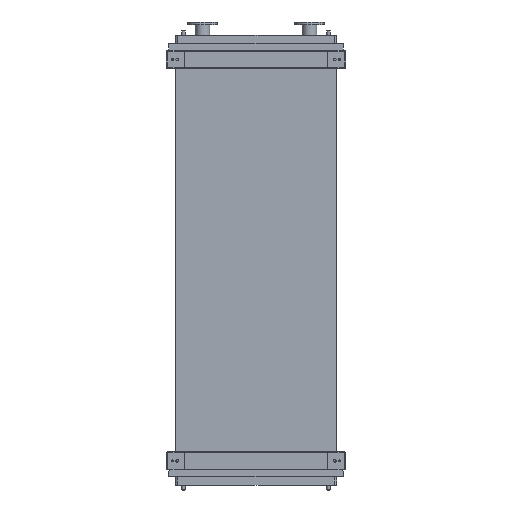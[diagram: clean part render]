
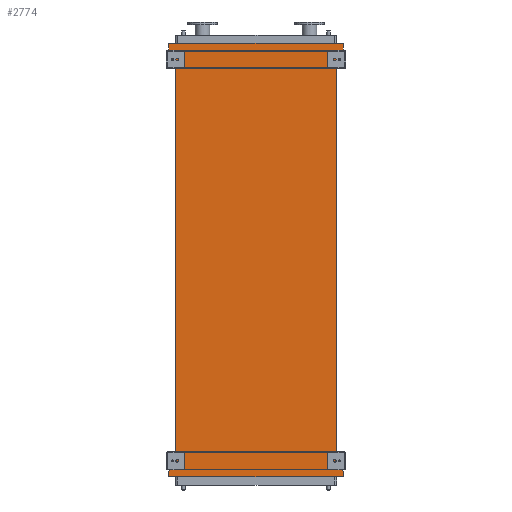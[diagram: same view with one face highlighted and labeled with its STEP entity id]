
A CAD part, front view. The second image highlights one B-rep face of the part: STEP entity #2774.
In plain terms, the highlighted planar face has unit normal (0, -1, 0).
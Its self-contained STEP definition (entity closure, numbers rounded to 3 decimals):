
#41 = VERTEX_POINT ( 'NONE', #21065 ) ;
#436 = LINE ( 'NONE', #15145, #20141 ) ;
#470 = DIRECTION ( 'NONE',  ( 0., 0., 1. ) ) ;
#850 = CARTESIAN_POINT ( 'NONE',  ( 651., 0., 95. ) ) ;
#961 = VECTOR ( 'NONE', #23278, 1000. ) ;
#1481 = DIRECTION ( 'NONE',  ( 0.655, 0., 0.755 ) ) ;
#1540 = VECTOR ( 'NONE', #2404, 1000. ) ;
#1694 = EDGE_CURVE ( 'NONE', #3277, #13537, #15741, .T. ) ;
#1774 = EDGE_CURVE ( 'NONE', #6187, #19760, #12755, .T. ) ;
#1790 = ORIENTED_EDGE ( 'NONE', *, *, #3837, .F. ) ;
#2056 = VECTOR ( 'NONE', #17551, 1000. ) ;
#2404 = DIRECTION ( 'NONE',  ( 0., 0., 1. ) ) ;
#2774 = ADVANCED_FACE ( 'NONE', ( #6150 ), #7654, .T. ) ;
#2982 = ORIENTED_EDGE ( 'NONE', *, *, #5575, .F. ) ;
#3043 = VECTOR ( 'NONE', #1481, 1000. ) ;
#3257 = CARTESIAN_POINT ( 'NONE',  ( 605., 0., 0. ) ) ;
#3261 = DIRECTION ( 'NONE',  ( 0., 0., 1. ) ) ;
#3277 = VERTEX_POINT ( 'NONE', #18951 ) ;
#3572 = ORIENTED_EDGE ( 'NONE', *, *, #6038, .F. ) ;
#3837 = EDGE_CURVE ( 'NONE', #19884, #19760, #436, .T. ) ;
#4056 = LINE ( 'NONE', #13966, #14175 ) ;
#4169 = ORIENTED_EDGE ( 'NONE', *, *, #6823, .F. ) ;
#4205 = CARTESIAN_POINT ( 'NONE',  ( 605., 0., -3050. ) ) ;
#4311 = EDGE_CURVE ( 'NONE', #13537, #19884, #24062, .T. ) ;
#4500 = VERTEX_POINT ( 'NONE', #9076 ) ;
#4976 = CARTESIAN_POINT ( 'NONE',  ( -651., 0., -3145. ) ) ;
#5103 = EDGE_CURVE ( 'NONE', #17156, #3277, #5442, .T. ) ;
#5346 = ORIENTED_EDGE ( 'NONE', *, *, #8517, .F. ) ;
#5392 = DIRECTION ( 'NONE',  ( 1., 0., 0. ) ) ;
#5442 = LINE ( 'NONE', #14636, #11062 ) ;
#5575 = EDGE_CURVE ( 'NONE', #6799, #17156, #15566, .T. ) ;
#6038 = EDGE_CURVE ( 'NONE', #10102, #41, #23350, .T. ) ;
#6150 = FACE_OUTER_BOUND ( 'NONE', #8751, .T. ) ;
#6187 = VERTEX_POINT ( 'NONE', #13265 ) ;
#6226 = LINE ( 'NONE', #13986, #10651 ) ;
#6360 = EDGE_CURVE ( 'NONE', #10302, #10102, #11614, .T. ) ;
#6375 = DIRECTION ( 'NONE',  ( 0., 0., 1. ) ) ;
#6391 = DIRECTION ( 'NONE',  ( 0., 0., -1. ) ) ;
#6569 = DIRECTION ( 'NONE',  ( 0., 0., -1. ) ) ;
#6799 = VERTEX_POINT ( 'NONE', #18516 ) ;
#6823 = EDGE_CURVE ( 'NONE', #20284, #10302, #18496, .T. ) ;
#7036 = LINE ( 'NONE', #4205, #2056 ) ;
#7171 = CARTESIAN_POINT ( 'NONE',  ( 651., 0., 53. ) ) ;
#7255 = CARTESIAN_POINT ( 'NONE',  ( -651., 0., 95. ) ) ;
#7277 = EDGE_CURVE ( 'NONE', #4500, #20284, #6226, .T. ) ;
#7371 = ORIENTED_EDGE ( 'NONE', *, *, #4311, .F. ) ;
#7495 = DIRECTION ( 'NONE',  ( -0.655, 0., -0.755 ) ) ;
#7654 = PLANE ( 'NONE',  #19866 ) ;
#7898 = CARTESIAN_POINT ( 'NONE',  ( -651., 0., -3103. ) ) ;
#8285 = CARTESIAN_POINT ( 'NONE',  ( 651., 0., -3145. ) ) ;
#8517 = EDGE_CURVE ( 'NONE', #6187, #4500, #7036, .T. ) ;
#8751 = EDGE_LOOP ( 'NONE', ( #21466, #1790, #7371, #12485, #22648, #2982, #23292, #3572, #23912, #4169, #19980, #5346 ) ) ;
#9076 = CARTESIAN_POINT ( 'NONE',  ( 651., 0., -3103. ) ) ;
#9077 = CARTESIAN_POINT ( 'NONE',  ( 651., 0., -3145. ) ) ;
#9566 = CARTESIAN_POINT ( 'NONE',  ( -605., 0., -3050. ) ) ;
#10102 = VERTEX_POINT ( 'NONE', #7898 ) ;
#10302 = VERTEX_POINT ( 'NONE', #4976 ) ;
#10651 = VECTOR ( 'NONE', #6391, 1000. ) ;
#11062 = VECTOR ( 'NONE', #3261, 1000. ) ;
#11522 = DIRECTION ( 'NONE',  ( 0., 0., -1. ) ) ;
#11614 = LINE ( 'NONE', #11833, #1540 ) ;
#11833 = CARTESIAN_POINT ( 'NONE',  ( -651., 0., -3145. ) ) ;
#11872 = CARTESIAN_POINT ( 'NONE',  ( 605., 0., -3050. ) ) ;
#12485 = ORIENTED_EDGE ( 'NONE', *, *, #1694, .F. ) ;
#12755 = LINE ( 'NONE', #11872, #22929 ) ;
#13265 = CARTESIAN_POINT ( 'NONE',  ( 605., 0., -3050. ) ) ;
#13537 = VERTEX_POINT ( 'NONE', #16096 ) ;
#13966 = CARTESIAN_POINT ( 'NONE',  ( -605., 0., -3050. ) ) ;
#13986 = CARTESIAN_POINT ( 'NONE',  ( 651., 0., -3103. ) ) ;
#14175 = VECTOR ( 'NONE', #6375, 1000. ) ;
#14636 = CARTESIAN_POINT ( 'NONE',  ( -651., 0., 53. ) ) ;
#15145 = CARTESIAN_POINT ( 'NONE',  ( 651., 0., 53. ) ) ;
#15566 = LINE ( 'NONE', #21336, #961 ) ;
#15741 = LINE ( 'NONE', #7255, #16343 ) ;
#16096 = CARTESIAN_POINT ( 'NONE',  ( 651., 0., 95. ) ) ;
#16194 = EDGE_CURVE ( 'NONE', #41, #6799, #4056, .T. ) ;
#16343 = VECTOR ( 'NONE', #5392, 1000. ) ;
#17156 = VERTEX_POINT ( 'NONE', #19293 ) ;
#17551 = DIRECTION ( 'NONE',  ( 0.655, 0., -0.755 ) ) ;
#18496 = LINE ( 'NONE', #9077, #24225 ) ;
#18516 = CARTESIAN_POINT ( 'NONE',  ( -605., 0., 0. ) ) ;
#18951 = CARTESIAN_POINT ( 'NONE',  ( -651., 0., 95. ) ) ;
#19293 = CARTESIAN_POINT ( 'NONE',  ( -651., 0., 53. ) ) ;
#19539 = VECTOR ( 'NONE', #6569, 1000. ) ;
#19760 = VERTEX_POINT ( 'NONE', #3257 ) ;
#19866 = AXIS2_PLACEMENT_3D ( 'NONE', #9566, #23015, #11522 ) ;
#19884 = VERTEX_POINT ( 'NONE', #7171 ) ;
#19980 = ORIENTED_EDGE ( 'NONE', *, *, #7277, .F. ) ;
#20141 = VECTOR ( 'NONE', #7495, 1000. ) ;
#20284 = VERTEX_POINT ( 'NONE', #8285 ) ;
#21065 = CARTESIAN_POINT ( 'NONE',  ( -605., 0., -3050. ) ) ;
#21336 = CARTESIAN_POINT ( 'NONE',  ( -605., 0., 0. ) ) ;
#21466 = ORIENTED_EDGE ( 'NONE', *, *, #1774, .T. ) ;
#22523 = DIRECTION ( 'NONE',  ( -1., 0., 0. ) ) ;
#22648 = ORIENTED_EDGE ( 'NONE', *, *, #5103, .F. ) ;
#22929 = VECTOR ( 'NONE', #470, 1000. ) ;
#23015 = DIRECTION ( 'NONE',  ( 0., -1., 0. ) ) ;
#23278 = DIRECTION ( 'NONE',  ( -0.655, 0., 0.755 ) ) ;
#23292 = ORIENTED_EDGE ( 'NONE', *, *, #16194, .F. ) ;
#23350 = LINE ( 'NONE', #24354, #3043 ) ;
#23912 = ORIENTED_EDGE ( 'NONE', *, *, #6360, .F. ) ;
#24062 = LINE ( 'NONE', #850, #19539 ) ;
#24225 = VECTOR ( 'NONE', #22523, 1000. ) ;
#24354 = CARTESIAN_POINT ( 'NONE',  ( -651., 0., -3103. ) ) ;
